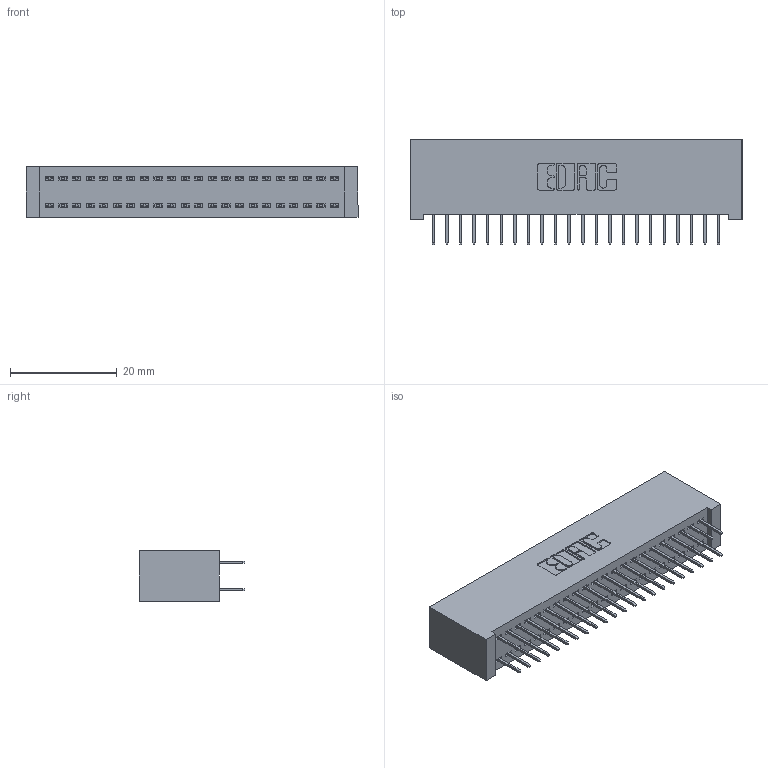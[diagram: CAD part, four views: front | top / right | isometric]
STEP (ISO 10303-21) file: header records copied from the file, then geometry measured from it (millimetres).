
FILE_DESCRIPTION (( 'STEP AP203' ), '1' );
FILE_NAME ('342-044-524-201.STEP', '2019-10-02T19:06:42', ( '' ), ( '' ), 'SwSTEP 2.0', 'SolidWorks 2016', '' );
FILE_SCHEMA (( 'CONFIG_CONTROL_DESIGN' ));
Length unit declared in the file: inch
Products named in the file (3): 342 Part_Lugless; 345-292-001_345-293-124; 342-044-524-201
Assembly tree (45 placements, depth 2):
  342-044-524-201
    342 Part_Lugless
    345-292-001_345-293-124  x44
Bounding box: 62.13 x 19.69 x 9.4 mm (x, y, z)
Volume: 5860.5 mm3; surface area: 9319.6 mm2
Topology: 45 solids, 45 shells, 2566 faces, 7271 edges, 4670 vertices
Faces by surface type: plane 1910, cylinder 656
Entity records: 16405 total; most frequent: CARTESIAN_POINT 2738, ORIENTED_EDGE 2674, DIRECTION 2369, EDGE_CURVE 1337, LINE 1221, VECTOR 1221, VERTEX_POINT 886, AXIS2_PLACEMENT_3D 574
